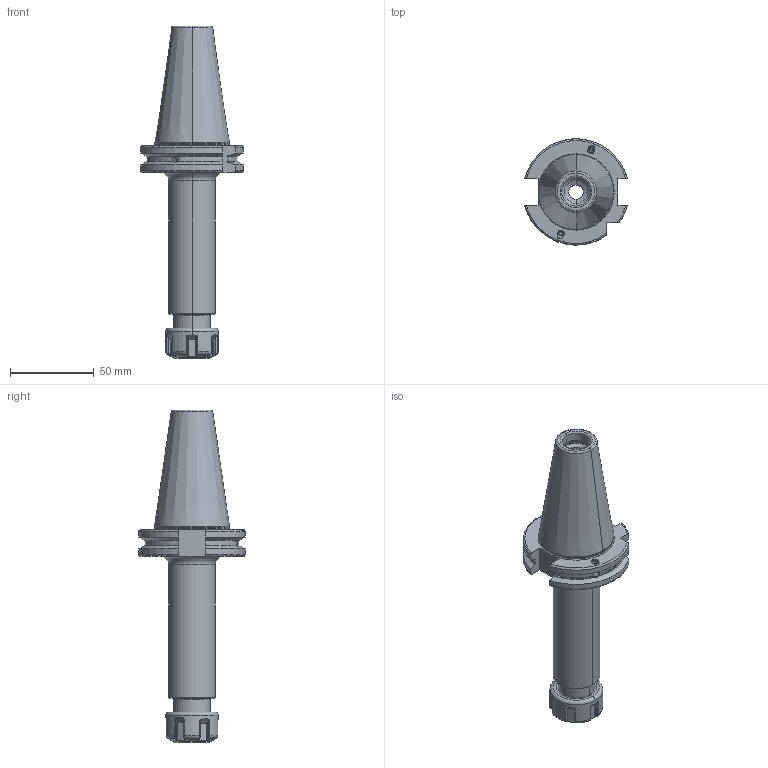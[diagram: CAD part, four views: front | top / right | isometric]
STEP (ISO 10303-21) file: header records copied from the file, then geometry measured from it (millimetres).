
FILE_DESCRIPTION((''),'2;1');
FILE_NAME('403_02_10_130','2021-04-06T',('103090'),(''),'CREO PARAMETRIC BY PTC INC, 2016260','CREO PARAMETRIC BY PTC INC, 2016260','');
FILE_SCHEMA(('CONFIG_CONTROL_DESIGN'));
Length unit declared in the file: millimetre
Products named in the file (1): 403_02_10_130
Bounding box: 61.48 x 63.54 x 198.4 mm (x, y, z)
Volume: 152888.6 mm3; surface area: 35938.1 mm2
Topology: 1 solids, 1 shells, 347 faces, 856 edges, 521 vertices
Faces by surface type: cylinder 85, plane 84, bspline 60, torus 58, cone 48, sphere 12
Entity records: 13392 total; most frequent: CARTESIAN_POINT 5639, ORIENTED_EDGE 1704, DIRECTION 1464, EDGE_CURVE 852, AXIS2_PLACEMENT_3D 571, VERTEX_POINT 517, EDGE_LOOP 363, FACE_OUTER_BOUND 347
